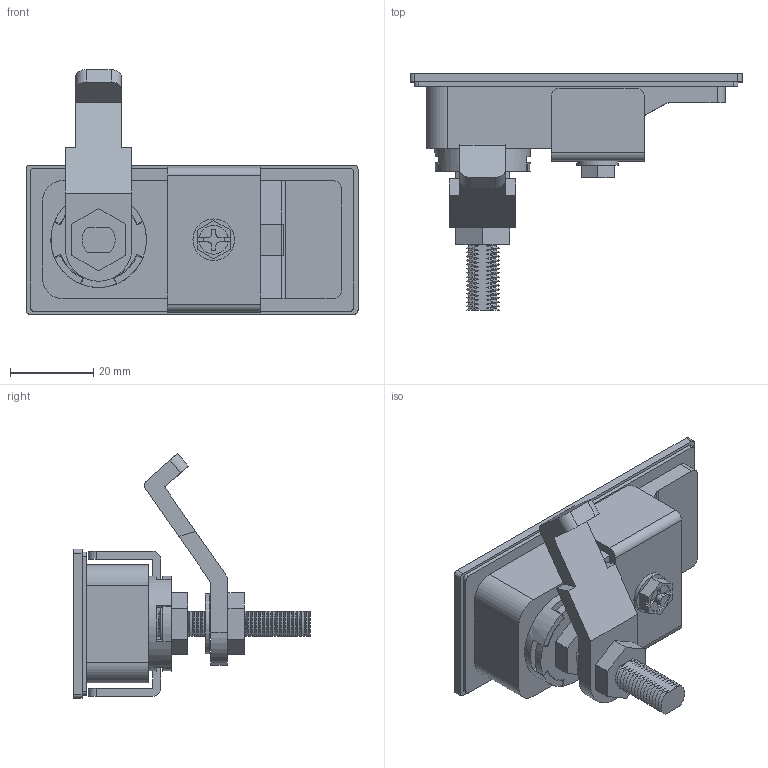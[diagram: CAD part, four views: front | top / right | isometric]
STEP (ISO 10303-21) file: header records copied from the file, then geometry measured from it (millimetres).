
FILE_DESCRIPTION( ( 'STEP AP214' ), '1' );
FILE_NAME( 'SK1-053-2.stp', '2024-01-16T06:19:06', ( 'License CC BY-ND 4.0' ), ( 'CADENAS' ), ' ', 'PARTsolutions', ' ' );
FILE_SCHEMA( ( 'AUTOMOTIVE_DESIGN { 1 0 10303 214 1 1 1 1 }' ) );
Length unit declared in the file: millimetre
Products named in the file (3): SK1-053-2; _sk1_053_2_1; _sk1_053_2_2
Assembly tree (2 placements, depth 2):
  SK1-053-2
    _sk1_053_2_1
    _sk1_053_2_2
Bounding box: 80 x 57 x 59 mm (x, y, z)
Volume: 38635.8 mm3; surface area: 19950.8 mm2
Topology: 2 solids, 2 shells, 338 faces, 905 edges, 591 vertices
Faces by surface type: plane 146, cone 130, cylinder 62
Full cylindrical faces by diameter (mm): 5 x1, 10 x1, 14.5 x1, 23 x1
Entity records: 13252 total; most frequent: CARTESIAN_POINT 2341, ORIENTED_EDGE 1720, DIRECTION 1632, EDGE_CURVE 860, AXIS2_PLACEMENT_3D 615, VERTEX_POINT 588, LINE 402, VECTOR 402
